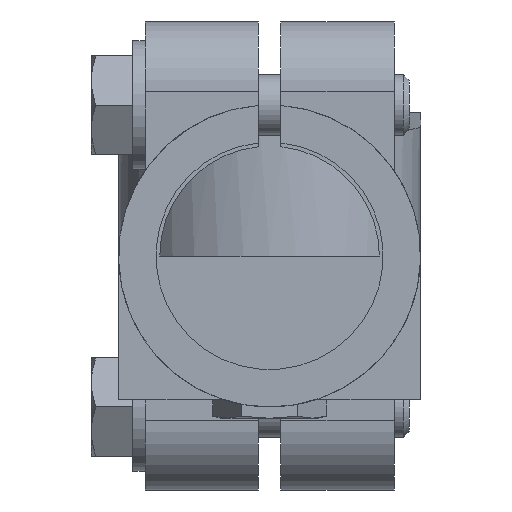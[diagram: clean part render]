
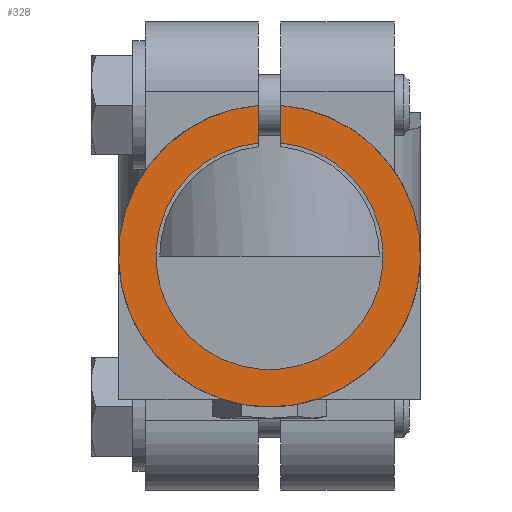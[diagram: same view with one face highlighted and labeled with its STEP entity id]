
A CAD part, left-side view. The second image highlights one B-rep face of the part: STEP entity #328.
In plain terms, the highlighted planar face has unit normal (-1, 0, 0).
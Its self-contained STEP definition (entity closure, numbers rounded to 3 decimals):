
#328 = ADVANCED_FACE( '', ( #670 ), #671, .F. );
#670 = FACE_OUTER_BOUND( '', #1052, .T. );
#671 = PLANE( '', #1053 );
#1052 = EDGE_LOOP( '', ( #1751, #1752, #1753, #1754 ) );
#1053 = AXIS2_PLACEMENT_3D( '', #1755, #1756, #1757 );
#1751 = ORIENTED_EDGE( '', *, *, #2402, .T. );
#1752 = ORIENTED_EDGE( '', *, *, #2475, .T. );
#1753 = ORIENTED_EDGE( '', *, *, #2476, .T. );
#1754 = ORIENTED_EDGE( '', *, *, #2477, .F. );
#1755 = CARTESIAN_POINT( '', ( 0., 0., 0. ) );
#1756 = DIRECTION( '', ( 1., 0., 0. ) );
#1757 = DIRECTION( '', ( 0., 0., -1. ) );
#2402 = EDGE_CURVE( '', #2896, #2905, #2907, .T. );
#2475 = EDGE_CURVE( '', #2905, #3003, #3004, .T. );
#2476 = EDGE_CURVE( '', #3003, #3005, #3006, .T. );
#2477 = EDGE_CURVE( '', #2896, #3005, #3007, .T. );
#2896 = VERTEX_POINT( '', #3651 );
#2905 = VERTEX_POINT( '', #3665 );
#2907 = LINE( '', #3668, #3669 );
#3003 = VERTEX_POINT( '', #3832 );
#3004 = CIRCLE( '', #3833, 15.05 );
#3005 = VERTEX_POINT( '', #3834 );
#3006 = LINE( '', #3835, #3836 );
#3007 = CIRCLE( '', #3837, 20. );
#3651 = CARTESIAN_POINT( '', ( 0., -1.5, 19.944 ) );
#3665 = CARTESIAN_POINT( '', ( 0., -1.5, 14.975 ) );
#3668 = CARTESIAN_POINT( '', ( 0., -1.5, 51. ) );
#3669 = VECTOR( '', #4203, 1000. );
#3832 = CARTESIAN_POINT( '', ( 0., 1.5, 14.975 ) );
#3833 = AXIS2_PLACEMENT_3D( '', #4279, #4280, #4281 );
#3834 = CARTESIAN_POINT( '', ( 0., 1.5, 19.944 ) );
#3835 = CARTESIAN_POINT( '', ( 0., 1.5, 14.472 ) );
#3836 = VECTOR( '', #4282, 1000. );
#3837 = AXIS2_PLACEMENT_3D( '', #4283, #4284, #4285 );
#4203 = DIRECTION( '', ( 0., 0., -1. ) );
#4279 = CARTESIAN_POINT( '', ( 0., 0., 0. ) );
#4280 = DIRECTION( '', ( 1., 0., 0. ) );
#4281 = DIRECTION( '', ( 0., 0., -1. ) );
#4282 = DIRECTION( '', ( 0., 0., 1. ) );
#4283 = CARTESIAN_POINT( '', ( 0., 0., 0. ) );
#4284 = DIRECTION( '', ( 1., 0., 0. ) );
#4285 = DIRECTION( '', ( 0., 0., -1. ) );
